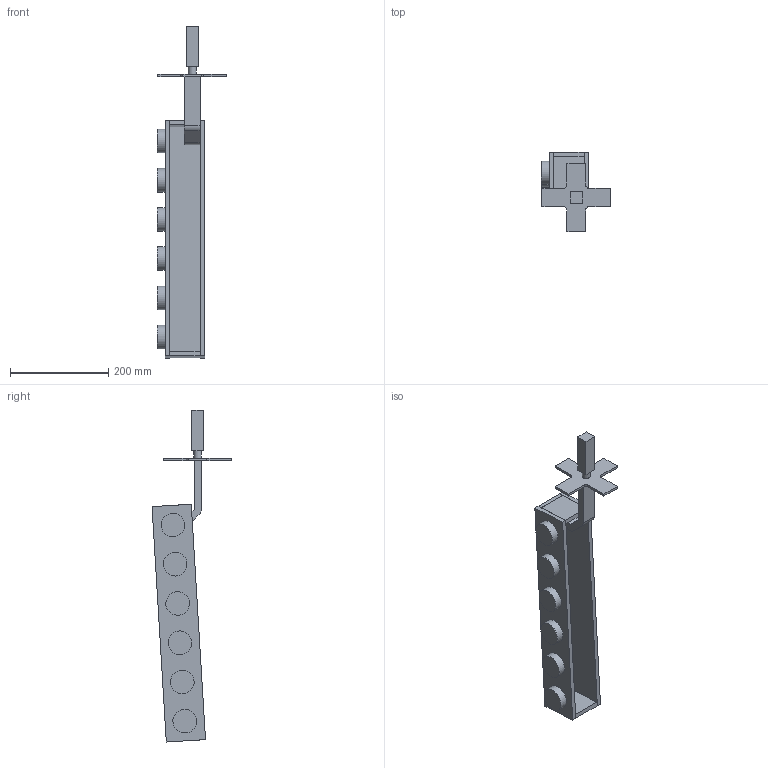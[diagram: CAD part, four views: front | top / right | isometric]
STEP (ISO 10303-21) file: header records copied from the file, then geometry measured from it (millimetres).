
FILE_DESCRIPTION(/* description */ (''),/* implementation_level */ '2;1');
FILE_NAME(/* name */ 'EstanteColgado.stp',/* time_stamp */ '2023-05-30T16:08:24-05:00',/* author */ ('WIN10'),/* organization */ (''),/* preprocessor_version */ 'ST-DEVELOPER v19',/* originating_system */ 'Autodesk Inventor 2023',/* authorisation */ '');
FILE_SCHEMA (('AUTOMOTIVE_DESIGN { 1 0 10303 214 3 1 1 }'));
Length unit declared in the file: millimetre
Products named in the file (7): EstanteColgado; Pieza1; RepisaLego; RLV1 Fondo; RLV1 Frente; RLV1 Trasera; RLV1 Lateral
Assembly tree (7 placements, depth 3):
  EstanteColgado
    Pieza1
    RepisaLego
      RLV1 Fondo
      RLV1 Frente
      RLV1 Lateral  x2
      RLV1 Trasera
Bounding box: 141.1 x 162.74 x 675.71 mm (x, y, z)
Volume: 1391628.9 mm3; surface area: 327355.3 mm2
Topology: 6 solids, 6 shells, 78 faces, 171 edges, 114 vertices
Faces by surface type: plane 65, cylinder 13
Full cylindrical faces by diameter (mm): 15.8 x1, 48 x6
Entity records: 2231 total; most frequent: DIRECTION 357, CARTESIAN_POINT 351, ORIENTED_EDGE 318, EDGE_CURVE 159, LINE 133, VECTOR 133, AXIS2_PLACEMENT_3D 112, VERTEX_POINT 106
